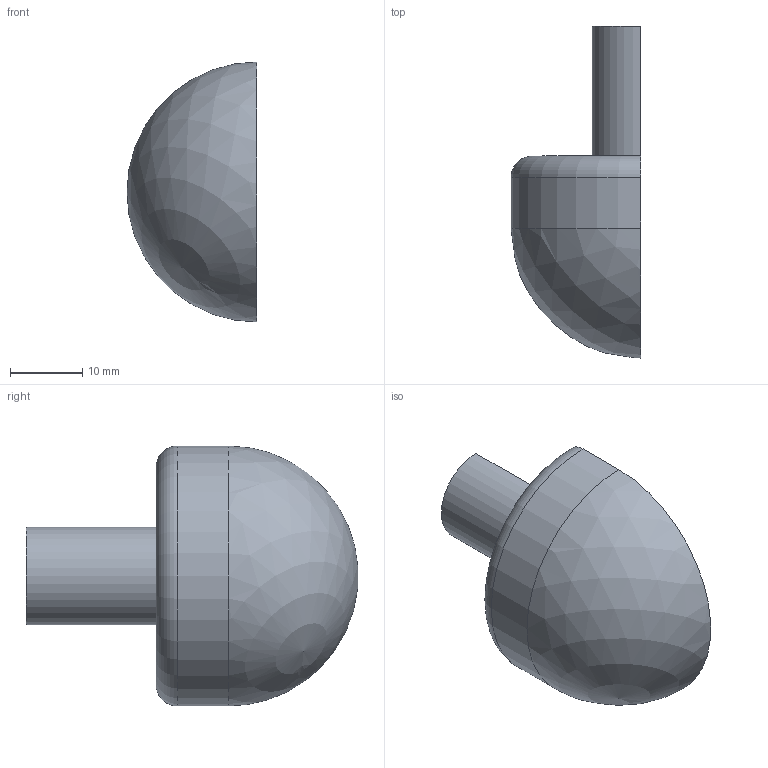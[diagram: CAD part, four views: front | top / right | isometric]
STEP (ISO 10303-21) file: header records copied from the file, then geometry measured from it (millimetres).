
FILE_DESCRIPTION(/* description */ (''),/* implementation_level */ '2;1');
FILE_NAME(/* name */ 'nozzle_bottom.step',/* time_stamp */ '2020-01-30T16:16:01+01:00',/* author */ (''),/* organization */ (''),/* preprocessor_version */ 'ST-DEVELOPER v18',/* originating_system */ 'Autodesk Translation Framework v8.12.0.6',/* authorisation */ '');
FILE_SCHEMA (('AUTOMOTIVE_DESIGN { 1 0 10303 214 3 1 1 }'));
Length unit declared in the file: millimetre
Products named in the file (1): FusionComponent
Bounding box: 18 x 45.96 x 36 mm (x, y, z)
Volume: 6872.3 mm3; surface area: 5470.1 mm2
Topology: 1 solids, 1 shells, 32 faces, 114 edges, 76 vertices
Faces by surface type: plane 16, cylinder 8, torus 5, sphere 2, cone 1
Entity records: 1325 total; most frequent: CARTESIAN_POINT 257, DIRECTION 230, ORIENTED_EDGE 224, EDGE_CURVE 112, AXIS2_PLACEMENT_3D 89, VERTEX_POINT 76, CIRCLE 56, LINE 52
